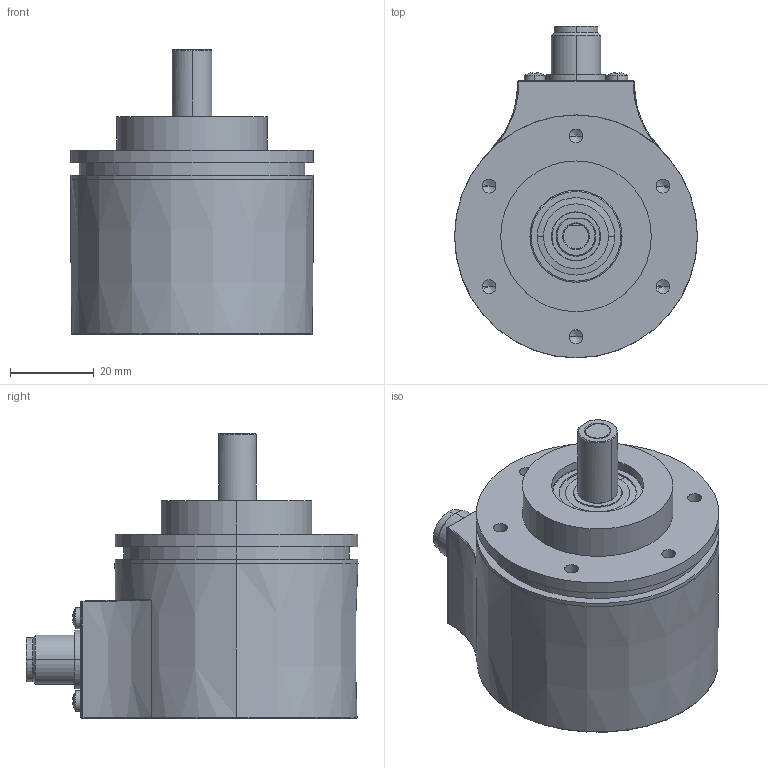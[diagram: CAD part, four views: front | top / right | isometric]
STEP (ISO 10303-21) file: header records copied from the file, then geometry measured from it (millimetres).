
FILE_DESCRIPTION (( 'STEP AP214' ), '1' );
FILE_NAME ('AQ58S-PRG-HZCP9-M12.STEP', '2024-06-24T18:36:37', ( '' ), ( '' ), 'SwSTEP 2.0', 'SolidWorks 2021', '' );
FILE_SCHEMA (( 'AUTOMOTIVE_DESIGN' ));
Length unit declared in the file: inch
Products named in the file (1): AQ58S-PRG-HZCP9-M12
Bounding box: 58.08 x 79.34 x 68 mm (x, y, z)
Volume: 48176.9 mm3; surface area: 40314.7 mm2
Topology: 17 solids, 17 shells, 1630 faces, 4314 edges, 2770 vertices
Faces by surface type: plane 987, cylinder 299, cone 182, torus 116, bspline 34, sphere 12
Entity records: 52674 total; most frequent: CARTESIAN_POINT 11727, ORIENTED_EDGE 8564, DIRECTION 8400, EDGE_CURVE 4282, LINE 2988, VECTOR 2988, VERTEX_POINT 2770, AXIS2_PLACEMENT_3D 2706
